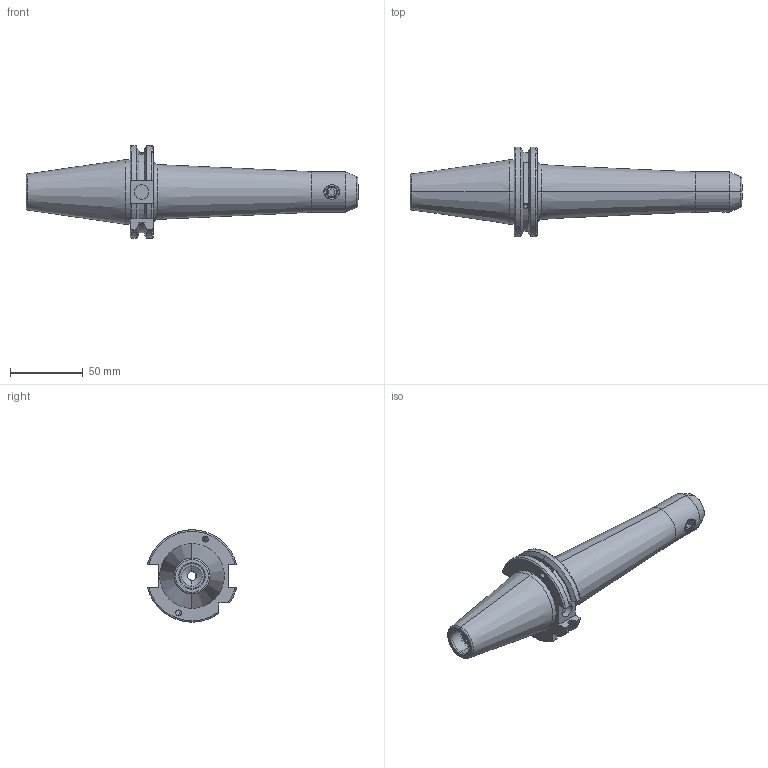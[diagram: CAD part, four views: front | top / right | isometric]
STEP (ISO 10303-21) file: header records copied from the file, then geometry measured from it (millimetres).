
FILE_DESCRIPTION (( 'STEP AP203' ), '1' );
FILE_NAME ('91406-WE708160.STEP', '2015-11-01T12:07:30', ( '' ), ( '' ), 'SwSTEP 2.0', 'SolidWorks 2009', '' );
FILE_SCHEMA (( 'CONFIG_CONTROL_DESIGN' ));
Length unit declared in the file: millimetre
Products named in the file (4): Copy of M4X4_DIN 913 - M4 x 4-N; SK40 EM 08 160 FTC WW; M8X10._DIN 913 - M8 x 8-N; 91406-WE708160
Assembly tree (4 placements, depth 2):
  91406-WE708160
    M8X10._DIN 913 - M8 x 8-N
    Copy of M4X4_DIN 913 - M4 x 4-N  x2
    SK40 EM 08 160 FTC WW
Bounding box: 228.4 x 61.48 x 63.55 mm (x, y, z)
Volume: 210989 mm3; surface area: 37283.3 mm2
Topology: 4 solids, 4 shells, 156 faces, 377 edges, 239 vertices
Faces by surface type: plane 58, cylinder 44, cone 34, torus 16, bspline 4
Entity records: 5086 total; most frequent: CARTESIAN_POINT 1296, DIRECTION 718, ORIENTED_EDGE 690, EDGE_CURVE 345, AXIS2_PLACEMENT_3D 281, VERTEX_POINT 219, EDGE_LOOP 162, VECTOR 156
